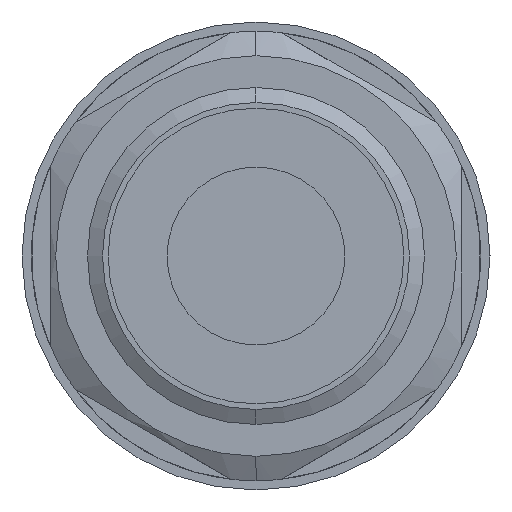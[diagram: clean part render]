
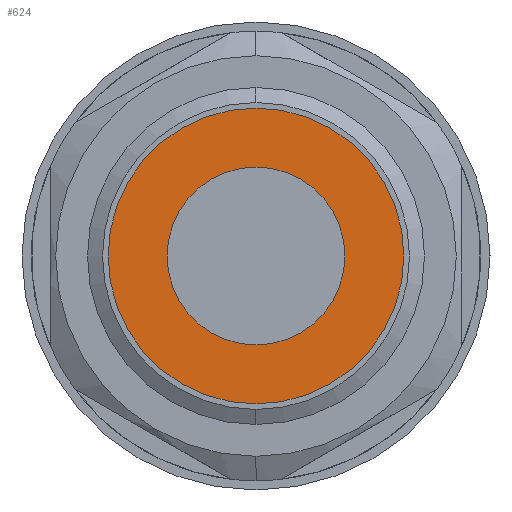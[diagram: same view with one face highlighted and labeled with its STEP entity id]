
A CAD part, left-side view. The second image highlights one B-rep face of the part: STEP entity #624.
In plain terms, the highlighted planar face has unit normal (-1, 0, 0).
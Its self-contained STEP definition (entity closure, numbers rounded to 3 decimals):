
#150 = EDGE_LOOP ( 'NONE', ( #683, #711 ) ) ;
#167 = DIRECTION ( 'NONE',  ( 0., -1., 0. ) ) ;
#508 = EDGE_LOOP ( 'NONE', ( #1914, #2031 ) ) ;
#624 = ADVANCED_FACE ( 'NONE', ( #781, #1937 ), #2933, .T. ) ;
#683 = ORIENTED_EDGE ( 'NONE', *, *, #3175, .T. ) ;
#711 = ORIENTED_EDGE ( 'NONE', *, *, #1156, .T. ) ;
#781 = FACE_BOUND ( 'NONE', #508, .T. ) ;
#848 = EDGE_CURVE ( 'NONE', #989, #914, #1868, .T. ) ;
#914 = VERTEX_POINT ( 'NONE', #1157 ) ;
#927 = CARTESIAN_POINT ( 'NONE',  ( -1., 0., 0. ) ) ;
#965 = DIRECTION ( 'NONE',  ( -1., 0., 0. ) ) ;
#989 = VERTEX_POINT ( 'NONE', #2632 ) ;
#1063 = AXIS2_PLACEMENT_3D ( 'NONE', #2134, #1408, #2167 ) ;
#1153 = CARTESIAN_POINT ( 'NONE',  ( -1., 0., 7.9 ) ) ;
#1156 = EDGE_CURVE ( 'NONE', #1841, #1954, #2137, .T. ) ;
#1157 = CARTESIAN_POINT ( 'NONE',  ( -1., 0., 4.75 ) ) ;
#1374 = AXIS2_PLACEMENT_3D ( 'NONE', #2472, #965, #2736 ) ;
#1408 = DIRECTION ( 'NONE',  ( -1., 0., 0. ) ) ;
#1434 = AXIS2_PLACEMENT_3D ( 'NONE', #1480, #2738, #1958 ) ;
#1480 = CARTESIAN_POINT ( 'NONE',  ( -1., 0., 0. ) ) ;
#1496 = CARTESIAN_POINT ( 'NONE',  ( -1., 0., 0. ) ) ;
#1512 = CIRCLE ( 'NONE', #1434, 4.75 ) ;
#1554 = AXIS2_PLACEMENT_3D ( 'NONE', #1496, #3256, #1726 ) ;
#1726 = DIRECTION ( 'NONE',  ( 0., 1., 0. ) ) ;
#1735 = CIRCLE ( 'NONE', #1374, 7.9 ) ;
#1748 = CARTESIAN_POINT ( 'NONE',  ( -1., 0., -7.9 ) ) ;
#1841 = VERTEX_POINT ( 'NONE', #1748 ) ;
#1868 = CIRCLE ( 'NONE', #2923, 4.75 ) ;
#1914 = ORIENTED_EDGE ( 'NONE', *, *, #2068, .T. ) ;
#1937 = FACE_OUTER_BOUND ( 'NONE', #150, .T. ) ;
#1954 = VERTEX_POINT ( 'NONE', #1153 ) ;
#1958 = DIRECTION ( 'NONE',  ( 0., -1., 0. ) ) ;
#2031 = ORIENTED_EDGE ( 'NONE', *, *, #848, .T. ) ;
#2068 = EDGE_CURVE ( 'NONE', #914, #989, #1512, .T. ) ;
#2134 = CARTESIAN_POINT ( 'NONE',  ( -1., 0., 0. ) ) ;
#2137 = CIRCLE ( 'NONE', #1554, 7.9 ) ;
#2167 = DIRECTION ( 'NONE',  ( 0., 0., 1. ) ) ;
#2472 = CARTESIAN_POINT ( 'NONE',  ( -1., 0., 0. ) ) ;
#2632 = CARTESIAN_POINT ( 'NONE',  ( -1., 0., -4.75 ) ) ;
#2736 = DIRECTION ( 'NONE',  ( 0., 1., 0. ) ) ;
#2738 = DIRECTION ( 'NONE',  ( 1., 0., 0. ) ) ;
#2923 = AXIS2_PLACEMENT_3D ( 'NONE', #927, #2936, #167 ) ;
#2933 = PLANE ( 'NONE',  #1063 ) ;
#2936 = DIRECTION ( 'NONE',  ( 1., 0., 0. ) ) ;
#3175 = EDGE_CURVE ( 'NONE', #1954, #1841, #1735, .T. ) ;
#3256 = DIRECTION ( 'NONE',  ( -1., 0., 0. ) ) ;
